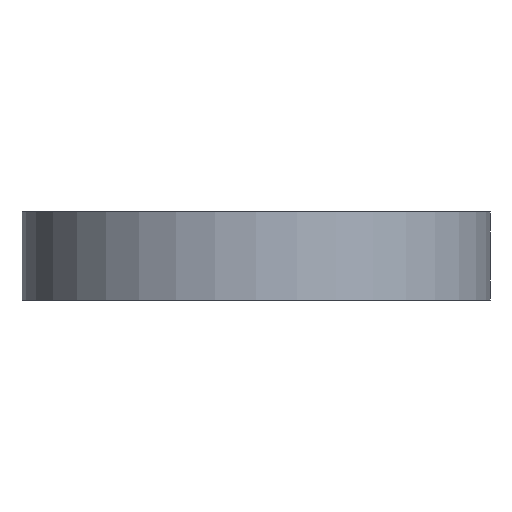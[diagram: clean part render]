
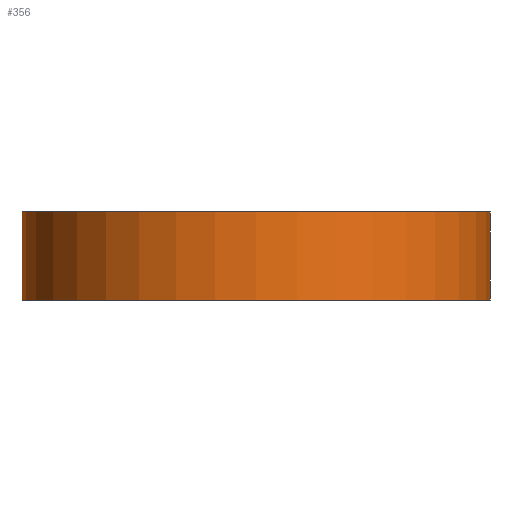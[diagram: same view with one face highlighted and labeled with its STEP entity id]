
A CAD part, left-side view. The second image highlights one B-rep face of the part: STEP entity #356.
In plain terms, the highlighted cylindrical face has radius 33.763 mm (diameter 67.526 mm), a partial arc.
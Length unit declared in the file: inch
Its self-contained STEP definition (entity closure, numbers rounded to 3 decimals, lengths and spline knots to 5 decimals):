
#18=CYLINDRICAL_SURFACE('',#395,1.32925);
#37=FACE_OUTER_BOUND('',#58,.T.);
#58=EDGE_LOOP('',(#288,#289,#290,#291));
#92=LINE('',#587,#124);
#93=LINE('',#589,#125);
#124=VECTOR('',#474,0.5);
#125=VECTOR('',#477,0.5);
#140=CIRCLE('',#382,1.32925);
#145=CIRCLE('',#389,1.32925);
#163=VERTEX_POINT('',#543);
#164=VERTEX_POINT('',#545);
#176=VERTEX_POINT('',#573);
#177=VERTEX_POINT('',#575);
#199=EDGE_CURVE('',#164,#163,#140,.T.);
#214=EDGE_CURVE('',#177,#176,#145,.T.);
#220=EDGE_CURVE('',#177,#163,#92,.T.);
#221=EDGE_CURVE('',#164,#176,#93,.T.);
#288=ORIENTED_EDGE('',*,*,#199,.T.);
#289=ORIENTED_EDGE('',*,*,#220,.F.);
#290=ORIENTED_EDGE('',*,*,#214,.T.);
#291=ORIENTED_EDGE('',*,*,#221,.F.);
#356=ADVANCED_FACE('',(#37),#18,.T.);
#382=AXIS2_PLACEMENT_3D('',#546,#435,#436);
#389=AXIS2_PLACEMENT_3D('',#576,#459,#460);
#395=AXIS2_PLACEMENT_3D('',#588,#475,#476);
#435=DIRECTION('center_axis',(0.,0.,-1.));
#436=DIRECTION('ref_axis',(0.,-1.,0.));
#459=DIRECTION('center_axis',(0.,0.,1.));
#460=DIRECTION('ref_axis',(1.,0.,0.));
#474=DIRECTION('',(0.,0.,1.));
#475=DIRECTION('center_axis',(0.,0.,-1.));
#476=DIRECTION('ref_axis',(-1.,0.,0.));
#477=DIRECTION('',(0.,0.,-1.));
#543=CARTESIAN_POINT('',(1.32925,0.,0.25));
#545=CARTESIAN_POINT('',(0.,-1.32925,0.25));
#546=CARTESIAN_POINT('Origin',(0.,0.,0.25));
#573=CARTESIAN_POINT('',(0.,-1.32925,-0.25));
#575=CARTESIAN_POINT('',(1.32925,0.,-0.25));
#576=CARTESIAN_POINT('Origin',(0.,0.,-0.25));
#587=CARTESIAN_POINT('',(1.32925,0.,-0.25));
#588=CARTESIAN_POINT('Origin',(0.,0.,0.25));
#589=CARTESIAN_POINT('',(0.,-1.32925,0.25));
